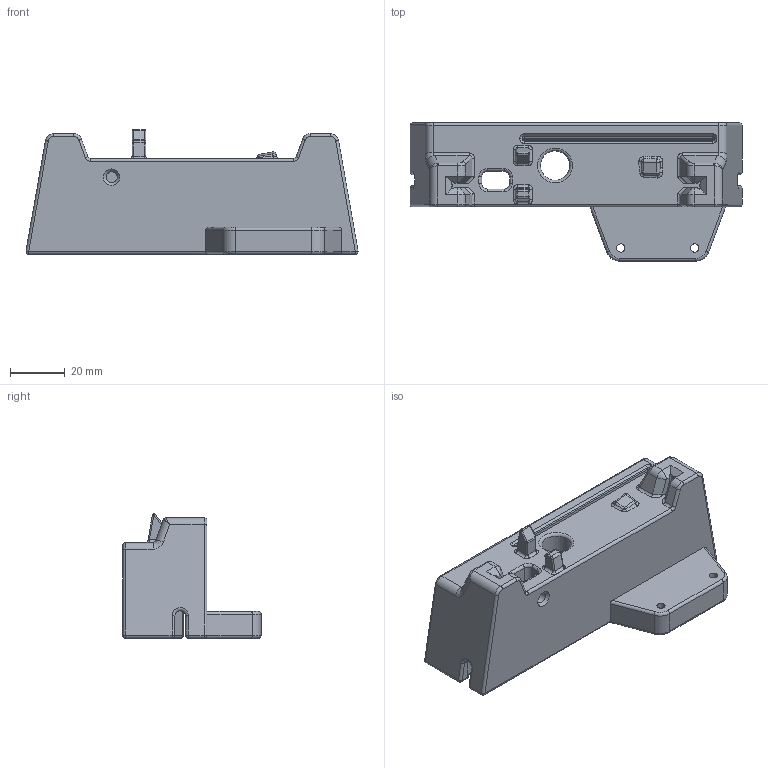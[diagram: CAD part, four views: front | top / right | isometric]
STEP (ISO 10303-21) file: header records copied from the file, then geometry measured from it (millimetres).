
FILE_DESCRIPTION(/* description */ ('STEP AP242','CAx-IF Rec.Pracs.---Representation and Presentation of Product Manufacturing Information (PMI)---4.0---2014-10-13','CAx-IF Rec.Pracs.---3D Tessellated Geometry---0.4---2014-09-14','2;1'),/* implementation_level */ '2;1');
FILE_NAME(/* name */ '62f2b5098a2a0c78af13451d',/* time_stamp */ '2022-08-09T19:27:07+00:00',/* author */ (''),/* organization */ (''),/* preprocessor_version */ 'ST-DEVELOPER v18.102',/* originating_system */ ' ',/* authorisation */ ' ');
FILE_SCHEMA (('AP242_MANAGED_MODEL_BASED_3D_ENGINEERING_MIM_LF { 1 0 10303 442 1 1 4 }'));
Length unit declared in the file: metre
Products named in the file (1): Part 1
Bounding box: 121.33 x 50.5 x 45.5 mm (x, y, z)
Volume: 100556.5 mm3; surface area: 28040.6 mm2
Topology: 1 solids, 1 shells, 371 faces, 885 edges, 495 vertices
Faces by surface type: cylinder 173, plane 85, torus 57, sphere 25, bspline 21, cone 10
Full cylindrical faces by diameter (mm): 2 x2, 3 x2, 4 x1, 6 x2, 10.75 x1
Entity records: 10646 total; most frequent: CARTESIAN_POINT 2035, DIRECTION 1994, ORIENTED_EDGE 1694, EDGE_CURVE 847, AXIS2_PLACEMENT_3D 803, VERTEX_POINT 495, EDGE_LOOP 398, FACE_BOUND 398
